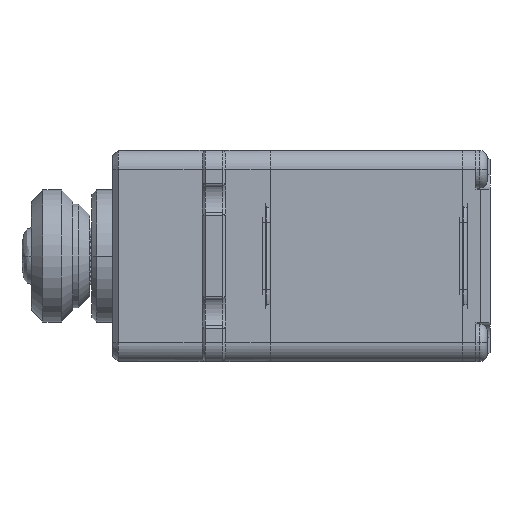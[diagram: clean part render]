
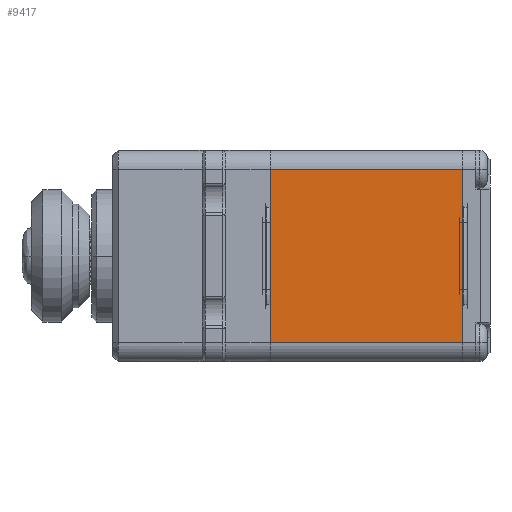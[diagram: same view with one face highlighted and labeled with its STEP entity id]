
A CAD part, left-side view. The second image highlights one B-rep face of the part: STEP entity #9417.
In plain terms, the highlighted planar face has unit normal (-1, 0, 0).
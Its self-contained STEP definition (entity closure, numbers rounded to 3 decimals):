
#8644=DIRECTION('',(0.,0.,1.));
#8645=VECTOR('',#8644,18.4);
#8646=CARTESIAN_POINT('',(-21.9,0.,-9.2));
#8647=LINE('',#8646,#8645);
#8825=DIRECTION('',(0.,0.,1.));
#8826=VECTOR('',#8825,18.4);
#8827=CARTESIAN_POINT('',(-21.9,-20.4,-9.2));
#8828=LINE('',#8827,#8826);
#8981=DIRECTION('',(0.,-1.,0.));
#8982=VECTOR('',#8981,20.4);
#8983=CARTESIAN_POINT('',(-21.9,0.,9.2));
#8984=LINE('',#8983,#8982);
#8988=DIRECTION('',(0.,-1.,0.));
#8989=VECTOR('',#8988,20.4);
#8990=CARTESIAN_POINT('',(-21.9,0.,-9.2));
#8991=LINE('',#8990,#8989);
#9049=CARTESIAN_POINT('',(-21.9,-20.4,9.2));
#9051=VERTEX_POINT('',#9049);
#9052=CARTESIAN_POINT('',(-21.9,0.,9.2));
#9053=VERTEX_POINT('',#9052);
#9064=CARTESIAN_POINT('',(-21.9,-20.4,-9.2));
#9066=VERTEX_POINT('',#9064);
#9070=CARTESIAN_POINT('',(-21.9,0.,-9.2));
#9071=VERTEX_POINT('',#9070);
#9405=CARTESIAN_POINT('',(-21.9,0.,-11.2));
#9406=DIRECTION('',(-1.,0.,0.));
#9407=DIRECTION('',(0.,0.,1.));
#9408=AXIS2_PLACEMENT_3D('',#9405,#9406,#9407);
#9409=PLANE('',#9408);
#9410=ORIENTED_EDGE('',*,*,#9398,.T.);
#9411=ORIENTED_EDGE('',*,*,#9191,.F.);
#9413=ORIENTED_EDGE('',*,*,#9412,.F.);
#9414=ORIENTED_EDGE('',*,*,#9103,.T.);
#9415=EDGE_LOOP('',(#9410,#9411,#9413,#9414));
#9416=FACE_OUTER_BOUND('',#9415,.F.);
#9417=ADVANCED_FACE('',(#9416),#9409,.T.);
#9103=EDGE_CURVE('',#9071,#9053,#8647,.T.);
#9191=EDGE_CURVE('',#9066,#9051,#8828,.T.);
#9398=EDGE_CURVE('',#9053,#9051,#8984,.T.);
#9412=EDGE_CURVE('',#9071,#9066,#8991,.T.);
